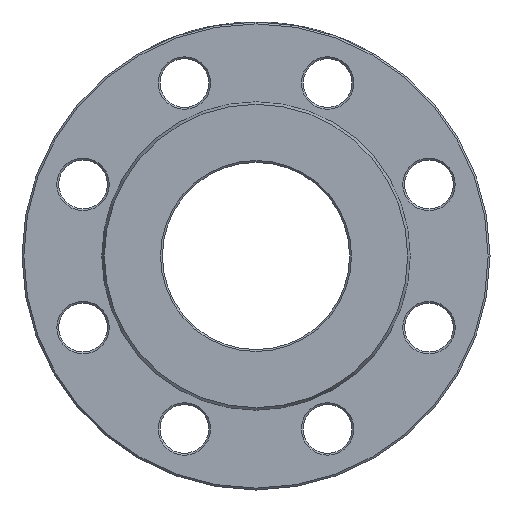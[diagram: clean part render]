
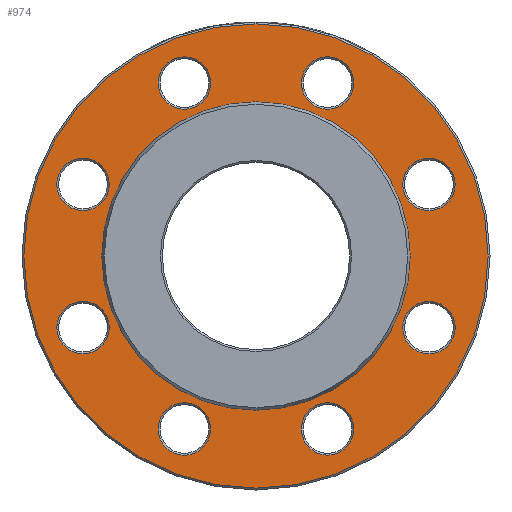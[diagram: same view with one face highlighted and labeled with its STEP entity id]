
A CAD part, left-side view. The second image highlights one B-rep face of the part: STEP entity #974.
In plain terms, the highlighted planar face has unit normal (-1, 0, 0).
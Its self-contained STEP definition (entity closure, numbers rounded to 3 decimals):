
#11 = AXIS2_PLACEMENT_3D ( 'NONE', #5563, #5042, #5172 ) ;
#122 = EDGE_LOOP ( 'NONE', ( #5829 ) ) ;
#139 = DIRECTION ( 'NONE',  ( 0., 0., -1. ) ) ;
#174 = EDGE_LOOP ( 'NONE', ( #3726 ) ) ;
#203 = EDGE_CURVE ( 'NONE', #3778, #3778, #2708, .T. ) ;
#246 = CIRCLE ( 'NONE', #3146, 14. ) ;
#260 = FACE_BOUND ( 'NONE', #3492, .T. ) ;
#353 = FACE_BOUND ( 'NONE', #1885, .T. ) ;
#544 = CARTESIAN_POINT ( 'NONE',  ( 3., -92.388, -38.268 ) ) ;
#640 = AXIS2_PLACEMENT_3D ( 'NONE', #1021, #4834, #5345 ) ;
#701 = VERTEX_POINT ( 'NONE', #3612 ) ;
#756 = PLANE ( 'NONE',  #2720 ) ;
#934 = CARTESIAN_POINT ( 'NONE',  ( 3., 0., 82.399 ) ) ;
#967 = CARTESIAN_POINT ( 'NONE',  ( 3., 0., 0. ) ) ;
#974 = ADVANCED_FACE ( 'NONE', ( #1789, #5468, #1265, #353, #2230, #4176, #260, #4575, #1235, #2166 ), #756, .F. ) ;
#1021 = CARTESIAN_POINT ( 'NONE',  ( 3., 38.268, 92.388 ) ) ;
#1051 = DIRECTION ( 'NONE',  ( 0., -0.707, -0.707 ) ) ;
#1082 = DIRECTION ( 'NONE',  ( 1., 0., 0. ) ) ;
#1235 = FACE_OUTER_BOUND ( 'NONE', #174, .T. ) ;
#1265 = FACE_BOUND ( 'NONE', #2913, .T. ) ;
#1338 = CARTESIAN_POINT ( 'NONE',  ( 3., -52.268, -92.388 ) ) ;
#1361 = DIRECTION ( 'NONE',  ( 1., 0., 0. ) ) ;
#1402 = CIRCLE ( 'NONE', #2406, 14. ) ;
#1534 = DIRECTION ( 'NONE',  ( 1., 0., 0. ) ) ;
#1543 = CIRCLE ( 'NONE', #640, 14. ) ;
#1581 = CARTESIAN_POINT ( 'NONE',  ( 3., 28.369, -102.287 ) ) ;
#1705 = CIRCLE ( 'NONE', #3998, 14. ) ;
#1708 = CARTESIAN_POINT ( 'NONE',  ( 3., 102.287, 28.369 ) ) ;
#1746 = CIRCLE ( 'NONE', #3936, 14. ) ;
#1789 = FACE_BOUND ( 'NONE', #122, .T. ) ;
#1868 = EDGE_CURVE ( 'NONE', #6117, #6117, #2735, .T. ) ;
#1885 = EDGE_LOOP ( 'NONE', ( #4556 ) ) ;
#1900 = VERTEX_POINT ( 'NONE', #1338 ) ;
#1923 = CARTESIAN_POINT ( 'NONE',  ( 3., -38.268, -92.388 ) ) ;
#1968 = CARTESIAN_POINT ( 'NONE',  ( 3., 0., 0. ) ) ;
#1979 = EDGE_CURVE ( 'NONE', #1900, #1900, #2022, .T. ) ;
#2022 = CIRCLE ( 'NONE', #5243, 14. ) ;
#2105 = CARTESIAN_POINT ( 'NONE',  ( 3., 0., -124. ) ) ;
#2166 = FACE_BOUND ( 'NONE', #3764, .T. ) ;
#2199 = CARTESIAN_POINT ( 'NONE',  ( 3., 82.399, 0. ) ) ;
#2230 = FACE_BOUND ( 'NONE', #5215, .T. ) ;
#2406 = AXIS2_PLACEMENT_3D ( 'NONE', #2455, #4459, #139 ) ;
#2455 = CARTESIAN_POINT ( 'NONE',  ( 3., 92.388, -38.268 ) ) ;
#2577 = DIRECTION ( 'NONE',  ( 1., 0., 0. ) ) ;
#2629 = ORIENTED_EDGE ( 'NONE', *, *, #1868, .F. ) ;
#2708 = CIRCLE ( 'NONE', #11, 14. ) ;
#2720 = AXIS2_PLACEMENT_3D ( 'NONE', #2199, #6042, #3665 ) ;
#2735 = CIRCLE ( 'NONE', #4431, 82.399 ) ;
#2913 = EDGE_LOOP ( 'NONE', ( #5499 ) ) ;
#3146 = AXIS2_PLACEMENT_3D ( 'NONE', #544, #2577, #5368 ) ;
#3252 = CIRCLE ( 'NONE', #3355, 124. ) ;
#3272 = DIRECTION ( 'NONE',  ( 0., -1., 0. ) ) ;
#3355 = AXIS2_PLACEMENT_3D ( 'NONE', #967, #5193, #4161 ) ;
#3374 = DIRECTION ( 'NONE',  ( 0., 0.707, -0.707 ) ) ;
#3492 = EDGE_LOOP ( 'NONE', ( #5825 ) ) ;
#3549 = VERTEX_POINT ( 'NONE', #4960 ) ;
#3579 = VERTEX_POINT ( 'NONE', #5505 ) ;
#3612 = CARTESIAN_POINT ( 'NONE',  ( 3., 52.268, 92.388 ) ) ;
#3665 = DIRECTION ( 'NONE',  ( 0., 0., -1. ) ) ;
#3679 = EDGE_LOOP ( 'NONE', ( #5779 ) ) ;
#3726 = ORIENTED_EDGE ( 'NONE', *, *, #6152, .T. ) ;
#3728 = CIRCLE ( 'NONE', #5029, 14. ) ;
#3764 = EDGE_LOOP ( 'NONE', ( #2629 ) ) ;
#3778 = VERTEX_POINT ( 'NONE', #4774 ) ;
#3808 = ORIENTED_EDGE ( 'NONE', *, *, #4662, .T. ) ;
#3923 = CARTESIAN_POINT ( 'NONE',  ( 3., 38.268, -92.388 ) ) ;
#3936 = AXIS2_PLACEMENT_3D ( 'NONE', #5854, #4805, #3374 ) ;
#3998 = AXIS2_PLACEMENT_3D ( 'NONE', #3923, #1082, #1051 ) ;
#4003 = DIRECTION ( 'NONE',  ( 0., 0., 1. ) ) ;
#4013 = ORIENTED_EDGE ( 'NONE', *, *, #4373, .T. ) ;
#4021 = VERTEX_POINT ( 'NONE', #1708 ) ;
#4082 = CARTESIAN_POINT ( 'NONE',  ( 3., -92.388, 52.268 ) ) ;
#4086 = EDGE_LOOP ( 'NONE', ( #4013 ) ) ;
#4161 = DIRECTION ( 'NONE',  ( 0., 0., -1. ) ) ;
#4176 = FACE_BOUND ( 'NONE', #3679, .T. ) ;
#4188 = EDGE_LOOP ( 'NONE', ( #5221 ) ) ;
#4373 = EDGE_CURVE ( 'NONE', #3579, #3579, #1402, .T. ) ;
#4431 = AXIS2_PLACEMENT_3D ( 'NONE', #1968, #5459, #4003 ) ;
#4459 = DIRECTION ( 'NONE',  ( 1., 0., 0. ) ) ;
#4467 = EDGE_CURVE ( 'NONE', #5057, #5057, #1705, .T. ) ;
#4556 = ORIENTED_EDGE ( 'NONE', *, *, #4969, .T. ) ;
#4575 = FACE_BOUND ( 'NONE', #4086, .T. ) ;
#4662 = EDGE_CURVE ( 'NONE', #3549, #3549, #246, .T. ) ;
#4774 = CARTESIAN_POINT ( 'NONE',  ( 3., -28.369, 102.287 ) ) ;
#4805 = DIRECTION ( 'NONE',  ( 1., 0., 0. ) ) ;
#4834 = DIRECTION ( 'NONE',  ( 1., 0., 0. ) ) ;
#4926 = VERTEX_POINT ( 'NONE', #4082 ) ;
#4960 = CARTESIAN_POINT ( 'NONE',  ( 3., -102.287, -28.369 ) ) ;
#4969 = EDGE_CURVE ( 'NONE', #4926, #4926, #3728, .T. ) ;
#5029 = AXIS2_PLACEMENT_3D ( 'NONE', #5835, #1534, #5804 ) ;
#5042 = DIRECTION ( 'NONE',  ( 1., 0., 0. ) ) ;
#5057 = VERTEX_POINT ( 'NONE', #1581 ) ;
#5172 = DIRECTION ( 'NONE',  ( 0., 0.707, 0.707 ) ) ;
#5193 = DIRECTION ( 'NONE',  ( -1., 0., 0. ) ) ;
#5215 = EDGE_LOOP ( 'NONE', ( #3808 ) ) ;
#5221 = ORIENTED_EDGE ( 'NONE', *, *, #5400, .T. ) ;
#5243 = AXIS2_PLACEMENT_3D ( 'NONE', #1923, #1361, #3272 ) ;
#5283 = EDGE_CURVE ( 'NONE', #4021, #4021, #1746, .T. ) ;
#5345 = DIRECTION ( 'NONE',  ( 0., 1., 0. ) ) ;
#5368 = DIRECTION ( 'NONE',  ( 0., -0.707, 0.707 ) ) ;
#5400 = EDGE_CURVE ( 'NONE', #701, #701, #1543, .T. ) ;
#5459 = DIRECTION ( 'NONE',  ( -1., 0., 0. ) ) ;
#5468 = FACE_BOUND ( 'NONE', #4188, .T. ) ;
#5499 = ORIENTED_EDGE ( 'NONE', *, *, #203, .T. ) ;
#5505 = CARTESIAN_POINT ( 'NONE',  ( 3., 92.388, -52.268 ) ) ;
#5563 = CARTESIAN_POINT ( 'NONE',  ( 3., -38.268, 92.388 ) ) ;
#5779 = ORIENTED_EDGE ( 'NONE', *, *, #1979, .T. ) ;
#5804 = DIRECTION ( 'NONE',  ( 0., 0., 1. ) ) ;
#5825 = ORIENTED_EDGE ( 'NONE', *, *, #4467, .T. ) ;
#5829 = ORIENTED_EDGE ( 'NONE', *, *, #5283, .T. ) ;
#5835 = CARTESIAN_POINT ( 'NONE',  ( 3., -92.388, 38.268 ) ) ;
#5854 = CARTESIAN_POINT ( 'NONE',  ( 3., 92.388, 38.268 ) ) ;
#5887 = VERTEX_POINT ( 'NONE', #2105 ) ;
#6042 = DIRECTION ( 'NONE',  ( 1., 0., 0. ) ) ;
#6117 = VERTEX_POINT ( 'NONE', #934 ) ;
#6152 = EDGE_CURVE ( 'NONE', #5887, #5887, #3252, .T. ) ;
